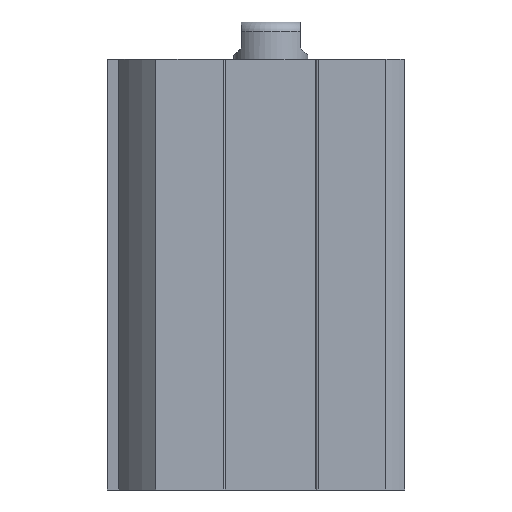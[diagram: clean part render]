
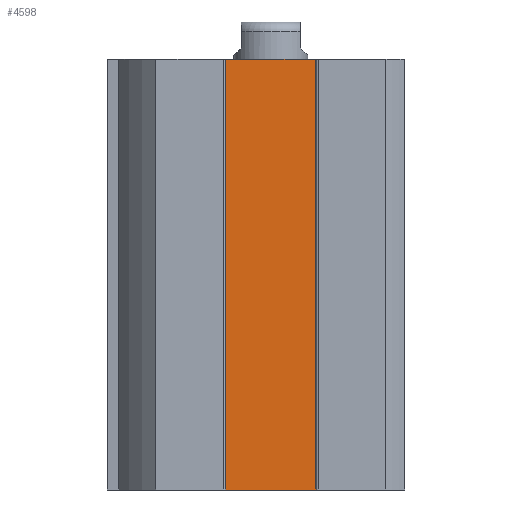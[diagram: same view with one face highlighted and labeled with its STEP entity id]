
A CAD part, left-side view. The second image highlights one B-rep face of the part: STEP entity #4598.
In plain terms, the highlighted planar face has unit normal (-1, 0, 0).
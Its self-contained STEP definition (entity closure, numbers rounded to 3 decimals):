
#721=CARTESIAN_POINT('',(-12.3,-6.124,0.0));
#722=VERTEX_POINT('',#721);
#730=CARTESIAN_POINT('',(-12.3,6.124,0.0));
#731=VERTEX_POINT('',#730);
#732=CARTESIAN_POINT('',(-12.3,6.124,0.0));
#733=DIRECTION('',(0.0,-1.0,0.0));
#734=VECTOR('',#733,12.247);
#735=LINE('',#732,#734);
#736=EDGE_CURVE('',#731,#722,#735,.T.);
#1312=CARTESIAN_POINT('',(-12.3,6.124,58.));
#1313=VERTEX_POINT('',#1312);
#1321=CARTESIAN_POINT('',(-12.3,-6.124,58.));
#1322=VERTEX_POINT('',#1321);
#1323=CARTESIAN_POINT('',(-12.3,-6.124,58.));
#1324=DIRECTION('',(0.0,1.0,0.0));
#1325=VECTOR('',#1324,12.247);
#1326=LINE('',#1323,#1325);
#1327=EDGE_CURVE('',#1322,#1313,#1326,.T.);
#4571=CARTESIAN_POINT('',(-12.3,-6.124,0.0));
#4572=DIRECTION('',(0.0,0.0,1.0));
#4573=VECTOR('',#4572,58.);
#4574=LINE('',#4571,#4573);
#4575=EDGE_CURVE('',#722,#1322,#4574,.T.);
#4582=CARTESIAN_POINT('',(-12.3,-6.124,0.0));
#4583=DIRECTION('',(-1.0,0.0,0.0));
#4584=DIRECTION('',(0.0,0.0,1.0));
#4585=AXIS2_PLACEMENT_3D('',#4582,#4583,#4584);
#4586=PLANE('',#4585);
#4587=ORIENTED_EDGE('',*,*,#1327,.T.);
#4588=CARTESIAN_POINT('',(-12.3,6.124,0.0));
#4589=DIRECTION('',(0.0,0.0,1.0));
#4590=VECTOR('',#4589,58.);
#4591=LINE('',#4588,#4590);
#4592=EDGE_CURVE('',#731,#1313,#4591,.T.);
#4593=ORIENTED_EDGE('',*,*,#4592,.F.);
#4594=ORIENTED_EDGE('',*,*,#736,.T.);
#4595=ORIENTED_EDGE('',*,*,#4575,.T.);
#4596=EDGE_LOOP('',(#4587,#4593,#4594,#4595));
#4597=FACE_OUTER_BOUND('',#4596,.T.);
#4598=ADVANCED_FACE('',(#4597),#4586,.T.);
